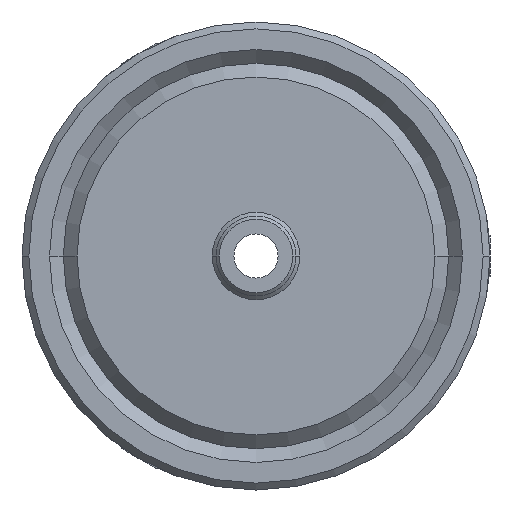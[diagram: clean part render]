
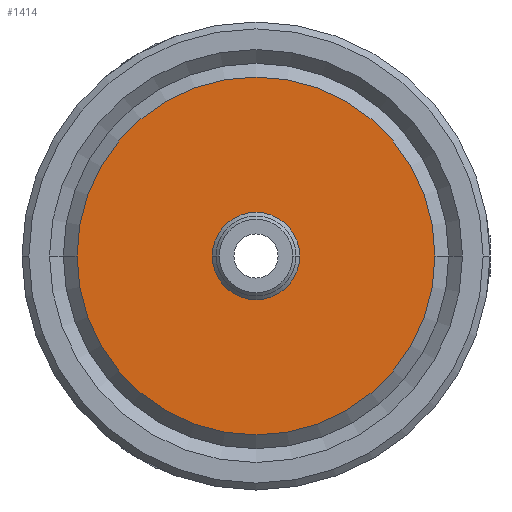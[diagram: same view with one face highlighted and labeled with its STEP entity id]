
A CAD part, left-side view. The second image highlights one B-rep face of the part: STEP entity #1414.
In plain terms, the highlighted planar face has unit normal (-1, 0, 0).
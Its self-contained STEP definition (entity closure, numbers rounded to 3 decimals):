
#489=CARTESIAN_POINT('',(-20.,0.,0.));
#490=DIRECTION('',(-1.,0.,0.));
#491=DIRECTION('',(0.,1.,0.));
#492=AXIS2_PLACEMENT_3D('',#489,#490,#491);
#494=CARTESIAN_POINT('',(-20.,0.,0.));
#495=DIRECTION('',(-1.,0.,0.));
#496=DIRECTION('',(0.,-1.,0.));
#497=AXIS2_PLACEMENT_3D('',#494,#495,#496);
#499=CARTESIAN_POINT('',(-20.,0.,0.));
#500=DIRECTION('',(-1.,0.,0.));
#501=DIRECTION('',(0.,1.,0.));
#502=AXIS2_PLACEMENT_3D('',#499,#500,#501);
#504=CARTESIAN_POINT('',(-20.,0.,0.));
#505=DIRECTION('',(-1.,0.,0.));
#506=DIRECTION('',(0.,-1.,0.));
#507=AXIS2_PLACEMENT_3D('',#504,#505,#506);
#758=CARTESIAN_POINT('',(-20.,13.,0.));
#759=CARTESIAN_POINT('',(-20.,-13.,0.));
#760=VERTEX_POINT('',#758);
#761=VERTEX_POINT('',#759);
#798=CARTESIAN_POINT('',(-20.,3.175,0.));
#799=CARTESIAN_POINT('',(-20.,-3.175,0.));
#800=VERTEX_POINT('',#798);
#801=VERTEX_POINT('',#799);
#1398=CARTESIAN_POINT('',(-20.,0.,0.));
#1399=DIRECTION('',(-1.,0.,0.));
#1400=DIRECTION('',(0.,1.,0.));
#1401=AXIS2_PLACEMENT_3D('',#1398,#1399,#1400);
#1402=PLANE('',#1401);
#1404=ORIENTED_EDGE('',*,*,#1403,.F.);
#1406=ORIENTED_EDGE('',*,*,#1405,.F.);
#1407=EDGE_LOOP('',(#1404,#1406));
#1408=FACE_OUTER_BOUND('',#1407,.F.);
#1409=ORIENTED_EDGE('',*,*,#1372,.T.);
#1411=ORIENTED_EDGE('',*,*,#1410,.T.);
#1412=EDGE_LOOP('',(#1409,#1411));
#1413=FACE_BOUND('',#1412,.F.);
#1414=ADVANCED_FACE('',(#1408,#1413),#1402,.T.);
#493=CIRCLE('',#492,13.);
#498=CIRCLE('',#497,13.);
#503=CIRCLE('',#502,3.175);
#508=CIRCLE('',#507,3.175);
#1372=EDGE_CURVE('',#800,#801,#503,.T.);
#1403=EDGE_CURVE('',#760,#761,#493,.T.);
#1405=EDGE_CURVE('',#761,#760,#498,.T.);
#1410=EDGE_CURVE('',#801,#800,#508,.T.);
